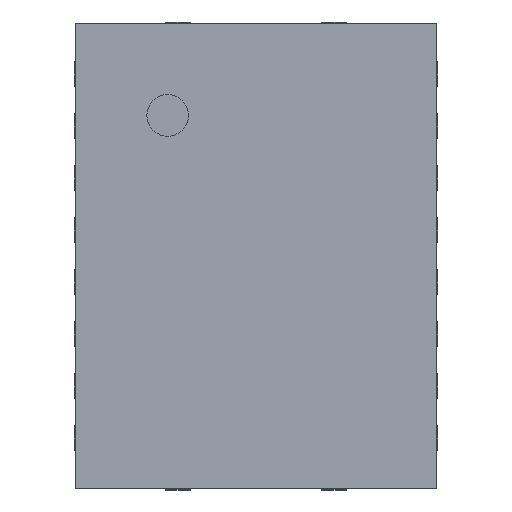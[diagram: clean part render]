
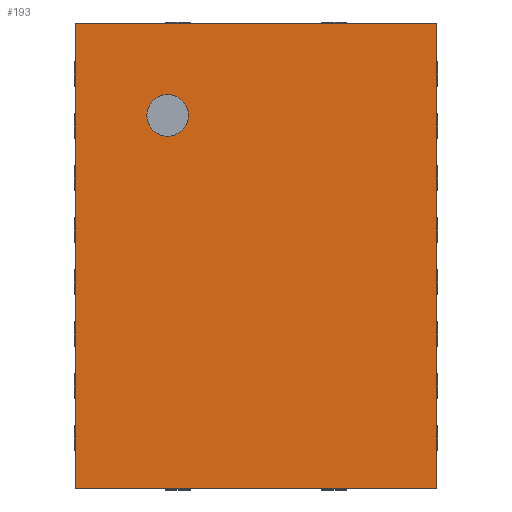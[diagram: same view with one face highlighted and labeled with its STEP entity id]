
A CAD part, top view. The second image highlights one B-rep face of the part: STEP entity #193.
In plain terms, the highlighted planar face has unit normal (0, 0, 1).
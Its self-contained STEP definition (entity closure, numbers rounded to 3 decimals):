
#93 = EDGE_CURVE('',#94,#96,#98,.T.);
#94 = VERTEX_POINT('',#95);
#95 = CARTESIAN_POINT('',(-1.738,2.238,0.9));
#96 = VERTEX_POINT('',#97);
#97 = CARTESIAN_POINT('',(1.738,2.238,0.9));
#98 = LINE('',#99,#100);
#99 = CARTESIAN_POINT('',(-1.738,2.238,0.9));
#100 = VECTOR('',#101,1.);
#101 = DIRECTION('',(1.,0.,0.));
#193 = ADVANCED_FACE('',(#194),#219,.T.);
#194 = FACE_BOUND('',#195,.T.);
#195 = EDGE_LOOP('',(#196,#197,#205,#213));
#196 = ORIENTED_EDGE('',*,*,#93,.F.);
#197 = ORIENTED_EDGE('',*,*,#198,.T.);
#198 = EDGE_CURVE('',#94,#199,#201,.T.);
#199 = VERTEX_POINT('',#200);
#200 = CARTESIAN_POINT('',(-1.738,-2.238,0.9));
#201 = LINE('',#202,#203);
#202 = CARTESIAN_POINT('',(-1.738,2.238,0.9));
#203 = VECTOR('',#204,1.);
#204 = DIRECTION('',(0.,-1.,0.));
#205 = ORIENTED_EDGE('',*,*,#206,.T.);
#206 = EDGE_CURVE('',#199,#207,#209,.T.);
#207 = VERTEX_POINT('',#208);
#208 = CARTESIAN_POINT('',(1.738,-2.238,0.9));
#209 = LINE('',#210,#211);
#210 = CARTESIAN_POINT('',(-1.738,-2.238,0.9));
#211 = VECTOR('',#212,1.);
#212 = DIRECTION('',(1.,0.,0.));
#213 = ORIENTED_EDGE('',*,*,#214,.F.);
#214 = EDGE_CURVE('',#96,#207,#215,.T.);
#215 = LINE('',#216,#217);
#216 = CARTESIAN_POINT('',(1.738,2.238,0.9));
#217 = VECTOR('',#218,1.);
#218 = DIRECTION('',(0.,-1.,0.));
#219 = PLANE('',#220);
#220 = AXIS2_PLACEMENT_3D('',#221,#222,#223);
#221 = CARTESIAN_POINT('',(-1.738,2.238,0.9));
#222 = DIRECTION('',(0.,0.,1.));
#223 = DIRECTION('',(0.,-1.,0.));
